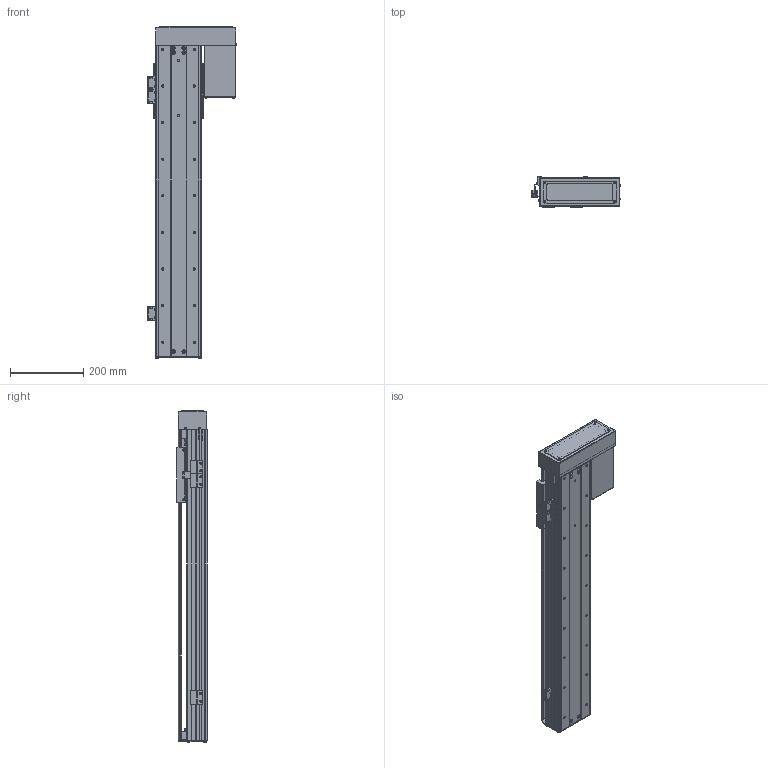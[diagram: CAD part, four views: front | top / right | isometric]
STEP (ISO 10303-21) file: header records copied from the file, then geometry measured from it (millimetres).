
FILE_DESCRIPTION (( 'STEP AP203' ), '1' );
FILE_NAME ('HT120-XX1-PR-600-XX-SL-OF.STEP', '2020-08-03T00:27:22', ( '彌營遵' ), ( '' ), 'SwSTEP 2.0', 'SolidWorks 2013', '' );
FILE_SCHEMA (( 'CONFIG_CONTROL_DESIGN' ));
Length unit declared in the file: millimetre
Products named in the file (32): 措莫 汗荤HR120(弥辆)肯己15-block_钎霖; HR120(譆謙)諫撩UPPER COVER(P)-600 - X蹴; HR120諫撩FRONT PLATE COVER(L)(X,Y); HR120(譆謙)諫撩BH雖雖_ル遽; SNESOR DOG 120; HR奢辨 SENSOR BRK; HR120FRONT PLATE(L)(X,Y); HR120(譆謙)諫撩CARRIER_ル遽; spring lock washer_ks_KS 1324 - M3; EE-SX-674_ル遽; HR120MOTOR COVER C(X,Y); HR120(弥辆)肯己cover125(函版馆措率)_钎霖; SENSOR DOG(ASSY); socket head cap screw_ks_KS 1003 - M3 x 5 x 5-N; HR120MOTOR COVER(X,Y); HRballnut; socket head cap screw_ks_KS 1003 - M4 x 10 x 10-N; socket head cap screw_ks_KS 1003 - M3 x 10 x 10-N; HR120諫撩煽溺唯衛璽(X,Y); HRbearing cap; HT120-XX1-PR-600-XX-SL-OF; SENSOR_2; pan cross head_ks_KS 1023 PC- M3 x 5-N; HRdamper; SENSOR_1; hg-kr23_; HR120諫撩煽溺BH(X,Y)_ル遽; HT120 X,Y BASE P-600_1; 渠蘆 犒餌LM RAIL(SR15W) - X蹴; FRONT PLATE ASSY(PR); LM RAIL(SR15W) - X蹴; HR120(譆謙)諫撩15-block_ル遽
Assembly tree (64 placements, depth 3):
  HT120-XX1-PR-600-XX-SL-OF
    HT120 X,Y BASE P-600_1
    HR120(譆謙)諫撩15-block_ル遽  x2
    HR120(譆謙)諫撩BH雖雖_ル遽
    HR120(譆謙)諫撩CARRIER_ル遽
    HR120(弥辆)肯己cover125(函版馆措率)_钎霖
    HRballnut
    HRbearing cap
    HRdamper  x2
    HR120諫撩煽溺BH(X,Y)_ル遽
    LM RAIL(SR15W) - X蹴
    FRONT PLATE ASSY(PR)
      HR120諫撩FRONT PLATE COVER(L)(X,Y)
      HR120FRONT PLATE(L)(X,Y)
      HR120MOTOR COVER C(X,Y)
      HR120MOTOR COVER(X,Y)
      HR120諫撩煽溺唯衛璽(X,Y)
      pan cross head_ks_KS 1023 PC- M3 x 5-N  x12
      hg-kr23_
    HR120(譆謙)諫撩UPPER COVER(P)-600 - X蹴
    SENSOR_2  x2
      HR奢辨 SENSOR BRK
      EE-SX-674_ル遽
      socket head cap screw_ks_KS 1003 - M3 x 5 x 5-N
      socket head cap screw_ks_KS 1003 - M3 x 10 x 10-N
    SENSOR_1
      socket head cap screw_ks_KS 1003 - M3 x 5 x 5-N  x2
      socket head cap screw_ks_KS 1003 - M3 x 10 x 10-N  x2
      HR奢辨 SENSOR BRK
      EE-SX-674_ル遽
    渠蘆 犒餌LM RAIL(SR15W) - X蹴
    措莫 汗荤HR120(弥辆)肯己15-block_钎霖  x2
    SENSOR DOG(ASSY)
      SNESOR DOG 120
      socket head cap screw_ks_KS 1003 - M3 x 5 x 5-N  x2
      spring lock washer_ks_KS 1324 - M3  x2
    pan cross head_ks_KS 1023 PC- M3 x 5-N  x4
    socket head cap screw_ks_KS 1003 - M4 x 10 x 10-N  x4
Bounding box: 242.45 x 83 x 907.15 mm (x, y, z)
Volume: 3862076.5 mm3; surface area: 1542906.2 mm2
Topology: 65 solids, 65 shells, 3852 faces, 9990 edges, 6317 vertices
Faces by surface type: plane 1901, cylinder 1311, cone 436, torus 172, sphere 32
Entity records: 82475 total; most frequent: CARTESIAN_POINT 16107, DIRECTION 13291, ORIENTED_EDGE 12752, EDGE_CURVE 6376, AXIS2_PLACEMENT_3D 4873, VERTEX_POINT 4189, VECTOR 3545, LINE 3545
